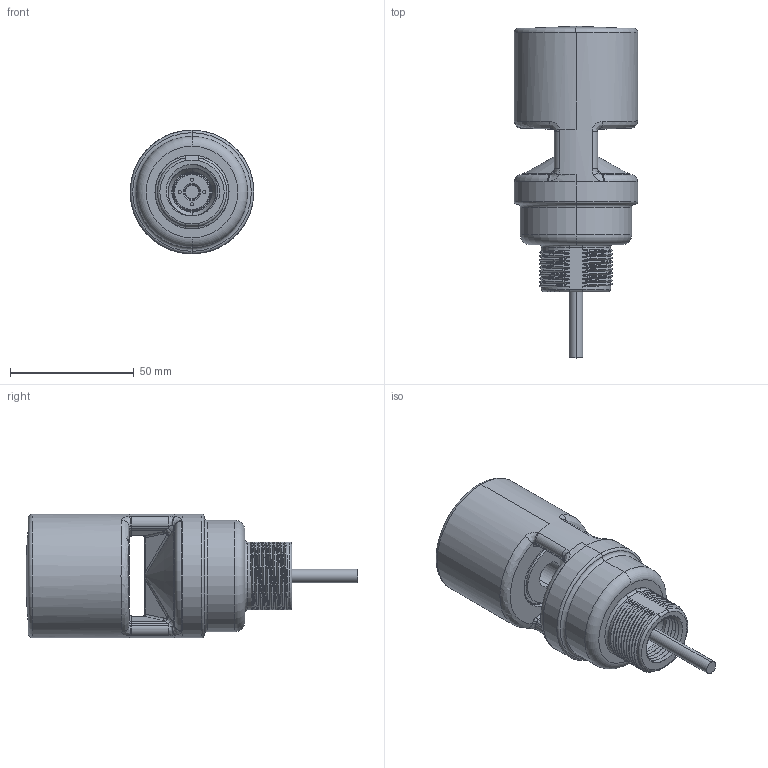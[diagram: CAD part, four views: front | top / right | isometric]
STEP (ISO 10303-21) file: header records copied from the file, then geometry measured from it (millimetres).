
FILE_DESCRIPTION((''),'2;1');
FILE_NAME('173300_ASM','2013-06-28T',('pdmadmin'),(''),'PRO/ENGINEER BY PARAMETRIC TECHNOLOGY CORPORATION, 2012300','PRO/ENGINEER BY PARAMETRIC TECHNOLOGY CORPORATION, 2012300','');
FILE_SCHEMA(('CONFIG_CONTROL_DESIGN'));
Products named in the file (8): 140410_GENERIC; 168245; 168246; 168401; 62676; 62677; CABLE_215; 173300_ASM
Assembly tree (7 placements, depth 2):
  173300_ASM
    140410_GENERIC
    168245
    168246
    168401
    62676
    62677
    CABLE_215
Bounding box: 50 x 134.32 x 50 mm (x, y, z)
Volume: 77946.3 mm3; surface area: 54597 mm2
Topology: 7 solids, 7 shells, 689 faces, 1741 edges, 1088 vertices
Faces by surface type: bspline 231, cylinder 199, plane 137, cone 60, torus 60, sphere 2
Entity records: 57069 total; most frequent: CARTESIAN_POINT 42187, ORIENTED_EDGE 3474, DIRECTION 2486, EDGE_CURVE 1737, VERTEX_POINT 1088, AXIS2_PLACEMENT_3D 1002, EDGE_LOOP 729, B_SPLINE_CURVE_WITH_KNOTS 726
